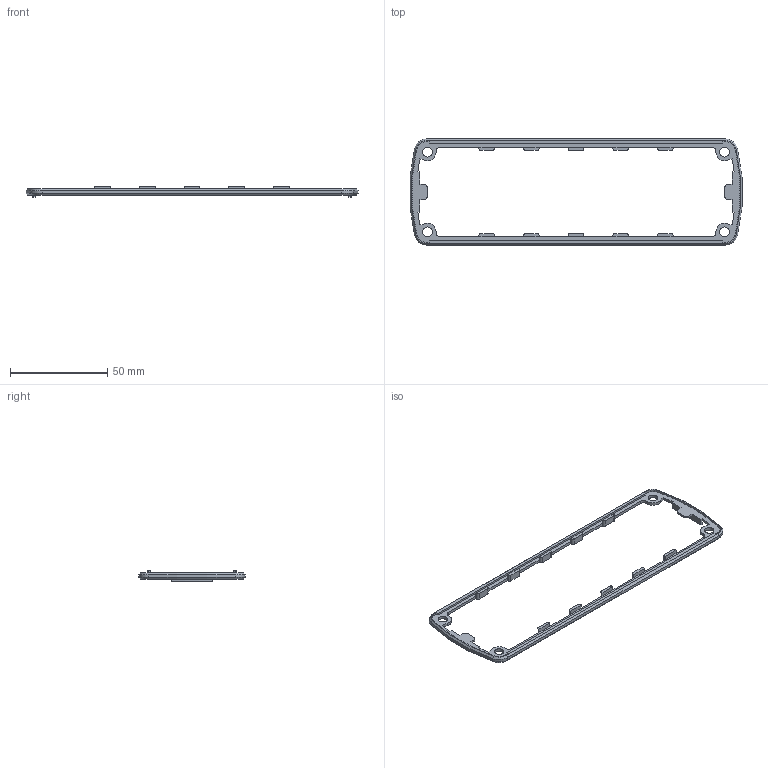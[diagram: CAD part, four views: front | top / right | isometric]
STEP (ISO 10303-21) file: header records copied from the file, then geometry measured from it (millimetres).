
FILE_DESCRIPTION((''),'2;1');
FILE_NAME('84201615_DI 1600-EMV.stp','2009-07-14T14:25:54',('kotzmaier'),(''),'Autodesk Inventor 2009','Autodesk Inventor 2009','');
FILE_SCHEMA(('AUTOMOTIVE_DESIGN { 1 0 10303 214 1 1 1 1 }'));
Length unit declared in the file: millimetre
Products named in the file (1): DI 1600
Bounding box: 171.01 x 54.6 x 5.5 mm (x, y, z)
Volume: 4585.8 mm3; surface area: 7466.9 mm2
Topology: 1 solids, 1 shells, 206 faces, 566 edges, 364 vertices
Faces by surface type: plane 108, cylinder 86, cone 12
Full cylindrical faces by diameter (mm): 5 x4
Entity records: 6560 total; most frequent: DIRECTION 1160, CARTESIAN_POINT 1133, ORIENTED_EDGE 1124, EDGE_CURVE 562, AXIS2_PLACEMENT_3D 391, VECTOR 378, LINE 378, VERTEX_POINT 364
